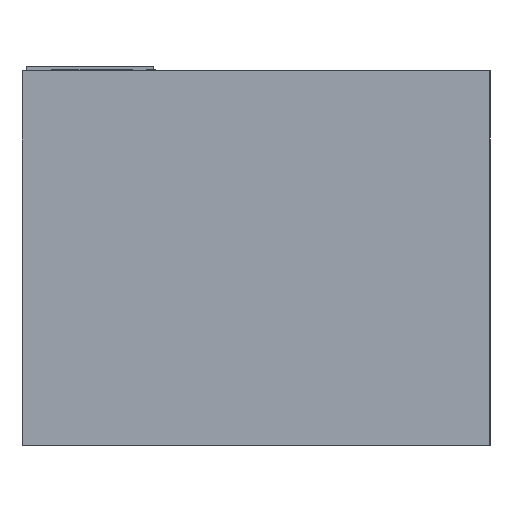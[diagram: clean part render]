
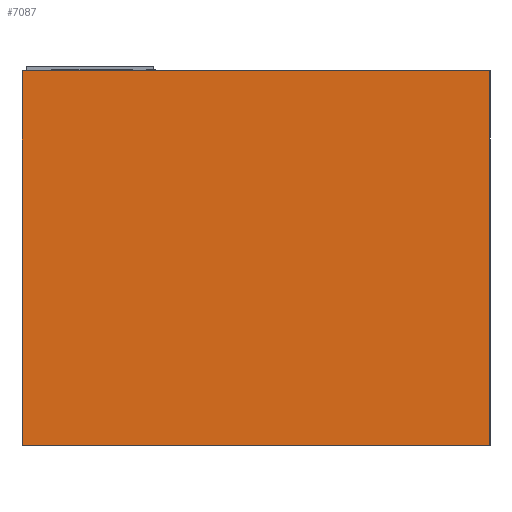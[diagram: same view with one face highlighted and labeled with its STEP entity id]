
A CAD part, left-side view. The second image highlights one B-rep face of the part: STEP entity #7087.
In plain terms, the highlighted planar face has unit normal (-1, 0, 0).
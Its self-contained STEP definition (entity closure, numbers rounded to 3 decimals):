
#891 = LINE ( 'NONE', #6655, #4079 ) ;
#1730 = CARTESIAN_POINT ( 'NONE',  ( 0., 0., 0. ) ) ;
#2024 = LINE ( 'NONE', #5760, #6268 ) ;
#2241 = PLANE ( 'NONE',  #2261 ) ;
#2261 = AXIS2_PLACEMENT_3D ( 'NONE', #5983, #11589, #7015 ) ;
#2312 = EDGE_CURVE ( 'NONE', #4638, #7191, #891, .T. ) ;
#2533 = EDGE_CURVE ( 'NONE', #11766, #9211, #7371, .T. ) ;
#2675 = LINE ( 'NONE', #10009, #2945 ) ;
#2849 = ORIENTED_EDGE ( 'NONE', *, *, #2312, .T. ) ;
#2945 = VECTOR ( 'NONE', #6413, 1000. ) ;
#3229 = CARTESIAN_POINT ( 'NONE',  ( 0., 5.5, 4.4 ) ) ;
#3393 = CARTESIAN_POINT ( 'NONE',  ( 0., 5.5, 0. ) ) ;
#3990 = EDGE_LOOP ( 'NONE', ( #9974, #5138, #2849, #6178 ) ) ;
#4079 = VECTOR ( 'NONE', #10445, 1000. ) ;
#4612 = DIRECTION ( 'NONE',  ( 0., 0., 1. ) ) ;
#4638 = VERTEX_POINT ( 'NONE', #1730 ) ;
#4673 = VECTOR ( 'NONE', #4612, 1000. ) ;
#5138 = ORIENTED_EDGE ( 'NONE', *, *, #8969, .F. ) ;
#5760 = CARTESIAN_POINT ( 'NONE',  ( 0., 0., 4.4 ) ) ;
#5983 = CARTESIAN_POINT ( 'NONE',  ( 0., 0., 0. ) ) ;
#6178 = ORIENTED_EDGE ( 'NONE', *, *, #8776, .F. ) ;
#6268 = VECTOR ( 'NONE', #9659, 1000. ) ;
#6413 = DIRECTION ( 'NONE',  ( 0., 1., 0. ) ) ;
#6450 = CARTESIAN_POINT ( 'NONE',  ( 0., 5.5, 0. ) ) ;
#6655 = CARTESIAN_POINT ( 'NONE',  ( 0., 0., 0. ) ) ;
#7015 = DIRECTION ( 'NONE',  ( 0., 0., -1. ) ) ;
#7087 = ADVANCED_FACE ( 'NONE', ( #8845 ), #2241, .F. ) ;
#7191 = VERTEX_POINT ( 'NONE', #8098 ) ;
#7371 = LINE ( 'NONE', #6450, #4673 ) ;
#8098 = CARTESIAN_POINT ( 'NONE',  ( 0., 0., 4.4 ) ) ;
#8776 = EDGE_CURVE ( 'NONE', #9211, #7191, #2024, .T. ) ;
#8845 = FACE_OUTER_BOUND ( 'NONE', #3990, .T. ) ;
#8969 = EDGE_CURVE ( 'NONE', #4638, #11766, #2675, .T. ) ;
#9211 = VERTEX_POINT ( 'NONE', #3229 ) ;
#9659 = DIRECTION ( 'NONE',  ( 0., -1., 0. ) ) ;
#9974 = ORIENTED_EDGE ( 'NONE', *, *, #2533, .F. ) ;
#10009 = CARTESIAN_POINT ( 'NONE',  ( 0., 0., 0. ) ) ;
#10445 = DIRECTION ( 'NONE',  ( 0., 0., 1. ) ) ;
#11589 = DIRECTION ( 'NONE',  ( 1., 0., 0. ) ) ;
#11766 = VERTEX_POINT ( 'NONE', #3393 ) ;
